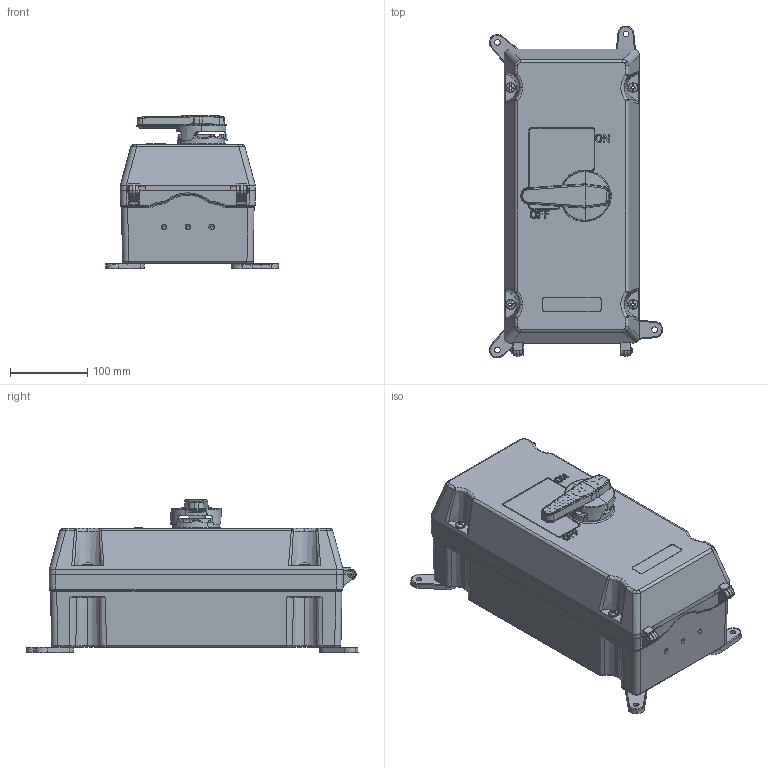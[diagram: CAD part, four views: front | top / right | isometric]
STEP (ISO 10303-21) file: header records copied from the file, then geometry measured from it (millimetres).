
FILE_DESCRIPTION (( 'STEP AP214' ), '1' );
FILE_NAME ('LDS60-FAX.STEP', '2017-11-08T15:08:04', ( '' ), ( '' ), 'SwSTEP 2.0', 'SolidWorks 2017', '' );
FILE_SCHEMA (( 'AUTOMOTIVE_DESIGN' ));
Length unit declared in the file: millimetre
Products named in the file (1): LDS60-FAX
Bounding box: 224.56 x 430.3 x 198.35 mm (x, y, z)
Surface area: 336604.7 mm2 (no closed solid volume)
Topology: 0 solids, 79 shells, 941 faces, 3797 edges, 2869 vertices
Faces by surface type: plane 372, cone 155, bspline 152, cylinder 142, torus 92, sphere 28
Entity records: 61696 total; most frequent: CARTESIAN_POINT 23041, ORIENTED_EDGE 5737, DIRECTION 5071, EDGE_CURVE 3770, VERTEX_POINT 2869, AXIS2_PLACEMENT_3D 1878, VECTOR 1315, LINE 1315
